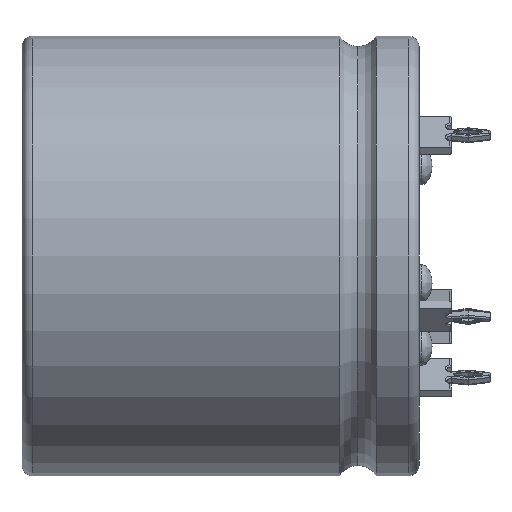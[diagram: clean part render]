
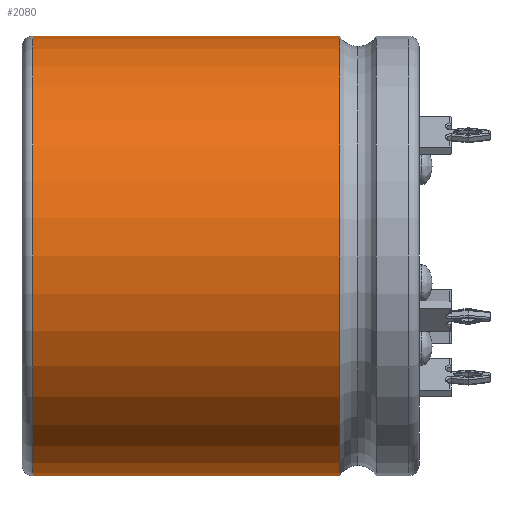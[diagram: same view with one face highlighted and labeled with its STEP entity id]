
A CAD part, left-side view. The second image highlights one B-rep face of the part: STEP entity #2080.
In plain terms, the highlighted cylindrical face has radius 20.5 mm (diameter 41 mm), a partial arc.
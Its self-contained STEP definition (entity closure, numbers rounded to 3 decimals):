
#435 = ORIENTED_EDGE ( 'NONE', *, *, #13819, .T. ) ;
#589 = CARTESIAN_POINT ( 'NONE',  ( 0., 36., 0. ) ) ;
#1224 = DIRECTION ( 'NONE',  ( 0., -1., 0. ) ) ;
#1957 = CARTESIAN_POINT ( 'NONE',  ( 0., 37., 0. ) ) ;
#2034 = VERTEX_POINT ( 'NONE', #3907 ) ;
#2080 = ADVANCED_FACE ( 'NONE', ( #12841 ), #9734, .T. ) ;
#2232 = CIRCLE ( 'NONE', #13765, 20.5 ) ;
#3008 = VERTEX_POINT ( 'NONE', #7033 ) ;
#3754 = VERTEX_POINT ( 'NONE', #5165 ) ;
#3907 = CARTESIAN_POINT ( 'NONE',  ( 0., 7.407, -20.5 ) ) ;
#4317 = DIRECTION ( 'NONE',  ( 0., -1., 0. ) ) ;
#4825 = AXIS2_PLACEMENT_3D ( 'NONE', #589, #8616, #14061 ) ;
#5051 = CARTESIAN_POINT ( 'NONE',  ( 0., 37., 20.5 ) ) ;
#5053 = CARTESIAN_POINT ( 'NONE',  ( 0., 36., -20.5 ) ) ;
#5165 = CARTESIAN_POINT ( 'NONE',  ( 0., 36., 20.5 ) ) ;
#5234 = DIRECTION ( 'NONE',  ( 0., -1., 0. ) ) ;
#5317 = DIRECTION ( 'NONE',  ( 0., 0., -1. ) ) ;
#5362 = DIRECTION ( 'NONE',  ( 0., -1., 0. ) ) ;
#5691 = CIRCLE ( 'NONE', #4825, 20.5 ) ;
#5800 = LINE ( 'NONE', #5051, #12161 ) ;
#6026 = VERTEX_POINT ( 'NONE', #5053 ) ;
#7033 = CARTESIAN_POINT ( 'NONE',  ( 0., 7.407, 20.5 ) ) ;
#7139 = EDGE_CURVE ( 'NONE', #3008, #2034, #2232, .T. ) ;
#7521 = CARTESIAN_POINT ( 'NONE',  ( 0., 7.407, 0. ) ) ;
#8396 = ORIENTED_EDGE ( 'NONE', *, *, #12928, .T. ) ;
#8616 = DIRECTION ( 'NONE',  ( 0., -1., 0. ) ) ;
#9734 = CYLINDRICAL_SURFACE ( 'NONE', #14108, 20.5 ) ;
#10684 = EDGE_CURVE ( 'NONE', #3754, #3008, #5800, .T. ) ;
#10907 = CARTESIAN_POINT ( 'NONE',  ( 0., 37., -20.5 ) ) ;
#10960 = LINE ( 'NONE', #10907, #11668 ) ;
#11620 = ORIENTED_EDGE ( 'NONE', *, *, #7139, .F. ) ;
#11668 = VECTOR ( 'NONE', #1224, 1000. ) ;
#11749 = ORIENTED_EDGE ( 'NONE', *, *, #10684, .F. ) ;
#11870 = EDGE_LOOP ( 'NONE', ( #11749, #8396, #435, #11620 ) ) ;
#12161 = VECTOR ( 'NONE', #5234, 1000. ) ;
#12841 = FACE_OUTER_BOUND ( 'NONE', #11870, .T. ) ;
#12928 = EDGE_CURVE ( 'NONE', #3754, #6026, #5691, .T. ) ;
#13765 = AXIS2_PLACEMENT_3D ( 'NONE', #7521, #4317, #14114 ) ;
#13819 = EDGE_CURVE ( 'NONE', #6026, #2034, #10960, .T. ) ;
#14061 = DIRECTION ( 'NONE',  ( 0., 0., 1. ) ) ;
#14108 = AXIS2_PLACEMENT_3D ( 'NONE', #1957, #5362, #5317 ) ;
#14114 = DIRECTION ( 'NONE',  ( 0., 0., -1. ) ) ;
